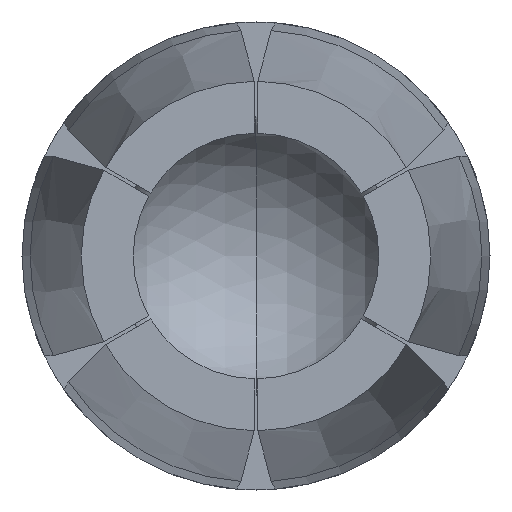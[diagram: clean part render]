
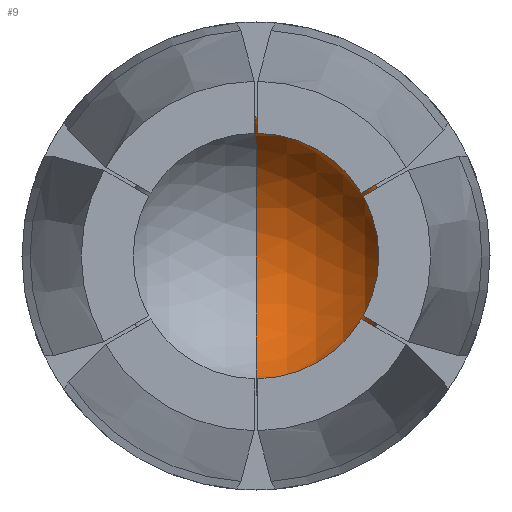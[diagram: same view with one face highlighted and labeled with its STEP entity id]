
A CAD part, front view. The second image highlights one B-rep face of the part: STEP entity #9.
In plain terms, the highlighted spherical face has radius 1.313 mm.
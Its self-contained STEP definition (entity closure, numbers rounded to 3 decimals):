
#9 = ADVANCED_FACE ( 'NONE', ( #1349 ), #2357, .F. ) ;
#10 = DIRECTION ( 'NONE',  ( -1., 0., 0. ) ) ;
#23 = DIRECTION ( 'NONE',  ( 0., 1., 0. ) ) ;
#29 = ORIENTED_EDGE ( 'NONE', *, *, #269, .F. ) ;
#132 = CARTESIAN_POINT ( 'NONE',  ( 0., -12.95, 1.314 ) ) ;
#209 = DIRECTION ( 'NONE',  ( 0., 0., -1. ) ) ;
#252 = ORIENTED_EDGE ( 'NONE', *, *, #1443, .T. ) ;
#269 = EDGE_CURVE ( 'NONE', #1484, #601, #286, .T. ) ;
#286 = CIRCLE ( 'NONE', #445, 1.314 ) ;
#445 = AXIS2_PLACEMENT_3D ( 'NONE', #472, #1760, #647 ) ;
#472 = CARTESIAN_POINT ( 'NONE',  ( 0., -12.95, 0. ) ) ;
#553 = DIRECTION ( 'NONE',  ( -1., 0., 0. ) ) ;
#600 = AXIS2_PLACEMENT_3D ( 'NONE', #1673, #10, #209 ) ;
#601 = VERTEX_POINT ( 'NONE', #1927 ) ;
#647 = DIRECTION ( 'NONE',  ( 0., 0., -1. ) ) ;
#822 = AXIS2_PLACEMENT_3D ( 'NONE', #1136, #23, #1330 ) ;
#1136 = CARTESIAN_POINT ( 'NONE',  ( 0., -12.95, 0. ) ) ;
#1330 = DIRECTION ( 'NONE',  ( 0., 0., 1. ) ) ;
#1349 = FACE_OUTER_BOUND ( 'NONE', #1736, .T. ) ;
#1443 = EDGE_CURVE ( 'NONE', #2269, #601, #2155, .T. ) ;
#1484 = VERTEX_POINT ( 'NONE', #1871 ) ;
#1659 = CARTESIAN_POINT ( 'NONE',  ( 0., -12.95, 0. ) ) ;
#1673 = CARTESIAN_POINT ( 'NONE',  ( 0., -12.95, 0. ) ) ;
#1735 = EDGE_CURVE ( 'NONE', #2269, #1484, #2184, .T. ) ;
#1736 = EDGE_LOOP ( 'NONE', ( #1829, #252, #29 ) ) ;
#1760 = DIRECTION ( 'NONE',  ( 1., 0., 0. ) ) ;
#1829 = ORIENTED_EDGE ( 'NONE', *, *, #1735, .F. ) ;
#1857 = DIRECTION ( 'NONE',  ( 0., 0., 1. ) ) ;
#1871 = CARTESIAN_POINT ( 'NONE',  ( 0., -12.95, -1.314 ) ) ;
#1927 = CARTESIAN_POINT ( 'NONE',  ( 0., -11.636, 0. ) ) ;
#2155 = CIRCLE ( 'NONE', #2410, 1.314 ) ;
#2184 = CIRCLE ( 'NONE', #822, 1.314 ) ;
#2269 = VERTEX_POINT ( 'NONE', #132 ) ;
#2357 = SPHERICAL_SURFACE ( 'NONE', #600, 1.314 ) ;
#2410 = AXIS2_PLACEMENT_3D ( 'NONE', #1659, #553, #1857 ) ;
